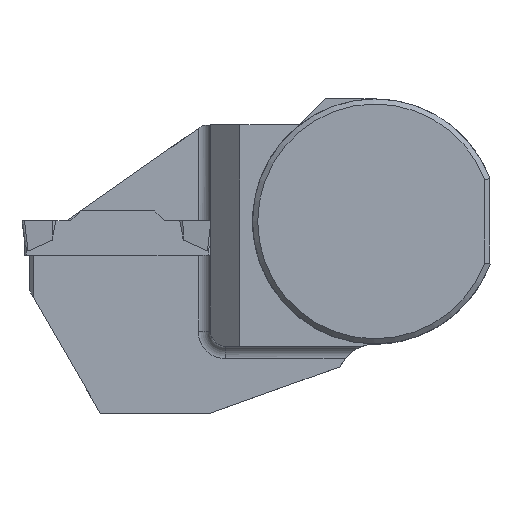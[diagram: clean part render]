
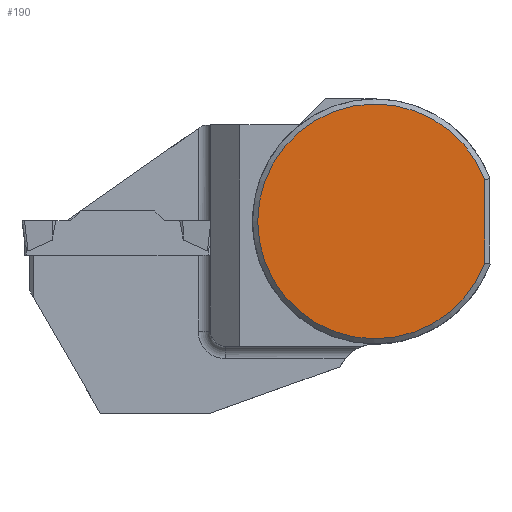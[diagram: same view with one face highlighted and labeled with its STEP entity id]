
A CAD part, top view. The second image highlights one B-rep face of the part: STEP entity #190.
In plain terms, the highlighted planar face has unit normal (0, 0, 1).
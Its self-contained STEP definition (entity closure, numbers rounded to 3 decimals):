
#190=ADVANCED_FACE('',(#308),#241,.F.);
#241=PLANE('',#1513);
#308=FACE_OUTER_BOUND('',#375,.T.);
#375=EDGE_LOOP('',(#988,#989));
#510=LINE('',#2398,#654);
#654=VECTOR('',#1815,1.);
#988=ORIENTED_EDGE('',*,*,#1319,.T.);
#989=ORIENTED_EDGE('',*,*,#1326,.T.);
#1149=VERTEX_POINT('',#2397);
#1150=VERTEX_POINT('',#2399);
#1319=EDGE_CURVE('',#1150,#1149,#510,.T.);
#1326=EDGE_CURVE('',#1149,#1150,#1361,.T.);
#1361=CIRCLE('',#1510,15.325);
#1510=AXIS2_PLACEMENT_3D('',#2416,#1835,#1836);
#1513=AXIS2_PLACEMENT_3D('',#2419,#1841,#1842);
#1815=DIRECTION('',(0.,1.,0.));
#1835=DIRECTION('',(0.,0.,1.));
#1836=DIRECTION('',(-1.,0.,0.));
#1841=DIRECTION('',(0.,0.,-1.));
#1842=DIRECTION('',(-1.,0.,0.));
#2397=CARTESIAN_POINT('',(14.325,5.445,0.));
#2398=CARTESIAN_POINT('',(14.325,16.,0.));
#2399=CARTESIAN_POINT('',(14.325,-5.445,0.));
#2416=CARTESIAN_POINT('',(0.,0.,0.));
#2419=CARTESIAN_POINT('',(0.,0.,0.));
